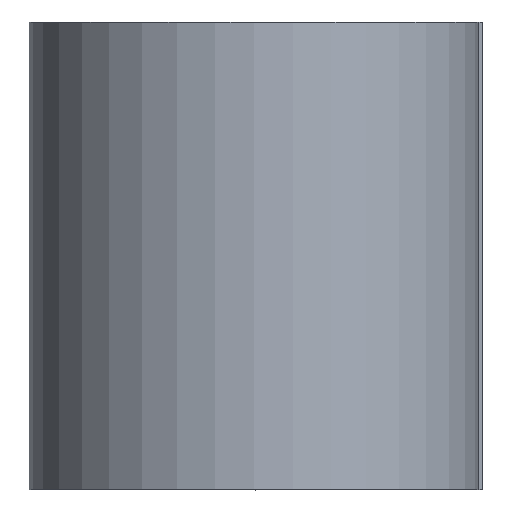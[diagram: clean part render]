
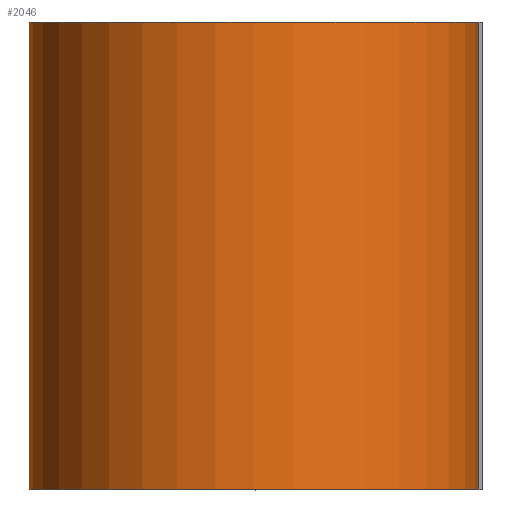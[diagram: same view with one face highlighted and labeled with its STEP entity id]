
A CAD part, top view. The second image highlights one B-rep face of the part: STEP entity #2046.
In plain terms, the highlighted cylindrical face has radius 21.66 mm (diameter 43.32 mm), a partial arc.
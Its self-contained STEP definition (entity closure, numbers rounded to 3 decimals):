
#7 = CIRCLE ( 'NONE', #396, 21.66 ) ;
#129 = LINE ( 'NONE', #2220, #938 ) ;
#162 = LINE ( 'NONE', #2213, #608 ) ;
#172 = DIRECTION ( 'NONE',  ( 0., 0., -1. ) ) ;
#271 = CARTESIAN_POINT ( 'NONE',  ( -0.19, 45., 0. ) ) ;
#396 = AXIS2_PLACEMENT_3D ( 'NONE', #512, #1840, #2402 ) ;
#416 = EDGE_CURVE ( 'NONE', #1181, #2124, #574, .T. ) ;
#460 = EDGE_LOOP ( 'NONE', ( #577, #914, #651, #591 ) ) ;
#512 = CARTESIAN_POINT ( 'NONE',  ( -0.19, 0., 0. ) ) ;
#537 = DIRECTION ( 'NONE',  ( 0., -1., 0. ) ) ;
#545 = CARTESIAN_POINT ( 'NONE',  ( -21.85, 45., 0. ) ) ;
#565 = VERTEX_POINT ( 'NONE', #620 ) ;
#574 = CIRCLE ( 'NONE', #2180, 21.66 ) ;
#577 = ORIENTED_EDGE ( 'NONE', *, *, #2072, .F. ) ;
#591 = ORIENTED_EDGE ( 'NONE', *, *, #942, .T. ) ;
#608 = VECTOR ( 'NONE', #2056, 1000. ) ;
#620 = CARTESIAN_POINT ( 'NONE',  ( -21.85, 0., 0. ) ) ;
#651 = ORIENTED_EDGE ( 'NONE', *, *, #416, .T. ) ;
#914 = ORIENTED_EDGE ( 'NONE', *, *, #1974, .F. ) ;
#938 = VECTOR ( 'NONE', #537, 1000. ) ;
#942 = EDGE_CURVE ( 'NONE', #2124, #565, #162, .T. ) ;
#1062 = CARTESIAN_POINT ( 'NONE',  ( 21.47, 0., 0. ) ) ;
#1181 = VERTEX_POINT ( 'NONE', #1916 ) ;
#1277 = CYLINDRICAL_SURFACE ( 'NONE', #2118, 21.66 ) ;
#1327 = VERTEX_POINT ( 'NONE', #1062 ) ;
#1442 = CARTESIAN_POINT ( 'NONE',  ( -0.19, 45., 0. ) ) ;
#1451 = DIRECTION ( 'NONE',  ( 0., -1., 0. ) ) ;
#1840 = DIRECTION ( 'NONE',  ( 0., -1., 0. ) ) ;
#1916 = CARTESIAN_POINT ( 'NONE',  ( 21.47, 45., 0. ) ) ;
#1974 = EDGE_CURVE ( 'NONE', #1181, #1327, #129, .T. ) ;
#2046 = ADVANCED_FACE ( 'NONE', ( #2183 ), #1277, .T. ) ;
#2056 = DIRECTION ( 'NONE',  ( 0., -1., 0. ) ) ;
#2072 = EDGE_CURVE ( 'NONE', #1327, #565, #7, .T. ) ;
#2091 = DIRECTION ( 'NONE',  ( 1., 0., 0. ) ) ;
#2118 = AXIS2_PLACEMENT_3D ( 'NONE', #1442, #1451, #172 ) ;
#2124 = VERTEX_POINT ( 'NONE', #545 ) ;
#2143 = DIRECTION ( 'NONE',  ( 0., -1., 0. ) ) ;
#2180 = AXIS2_PLACEMENT_3D ( 'NONE', #271, #2143, #2091 ) ;
#2183 = FACE_OUTER_BOUND ( 'NONE', #460, .T. ) ;
#2213 = CARTESIAN_POINT ( 'NONE',  ( -21.85, 45., 0. ) ) ;
#2220 = CARTESIAN_POINT ( 'NONE',  ( 21.47, 45., 0. ) ) ;
#2402 = DIRECTION ( 'NONE',  ( 1., 0., 0. ) ) ;
